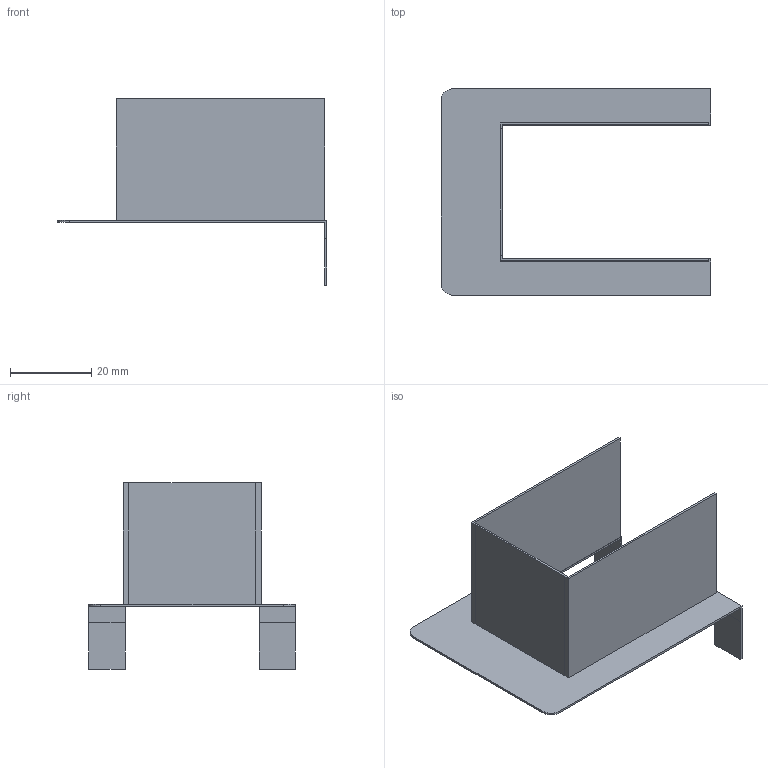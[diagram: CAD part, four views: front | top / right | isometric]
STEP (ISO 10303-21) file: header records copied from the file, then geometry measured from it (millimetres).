
FILE_DESCRIPTION(/* description */ (''),/* implementation_level */ '2;1');
FILE_NAME(/* name */ 'GO 1 ex blanc PLACARD v5.step',/* time_stamp */ '2021-06-04T18:57:04+02:00',/* author */ (''),/* organization */ (''),/* preprocessor_version */ 'ST-DEVELOPER v18.1',/* originating_system */ 'Autodesk Translation Framework v10.6.0.1341',/* authorisation */ '');
FILE_SCHEMA (('AUTOMOTIVE_DESIGN { 1 0 10303 214 3 1 1 }'));
Length unit declared in the file: millimetre
Products named in the file (2): (Non enregistré); Composant2
Assembly tree (1 placements, depth 2):
  (Non enregistré)
    Composant2
Bounding box: 66.59 x 51 x 46 mm (x, y, z)
Volume: 3025.9 mm3; surface area: 12515.1 mm2
Topology: 5 solids, 5 shells, 48 faces, 114 edges, 76 vertices
Faces by surface type: plane 46, cylinder 2
Entity records: 1413 total; most frequent: CARTESIAN_POINT 241, ORIENTED_EDGE 228, DIRECTION 220, EDGE_CURVE 114, LINE 110, VECTOR 110, VERTEX_POINT 76, AXIS2_PLACEMENT_3D 55
